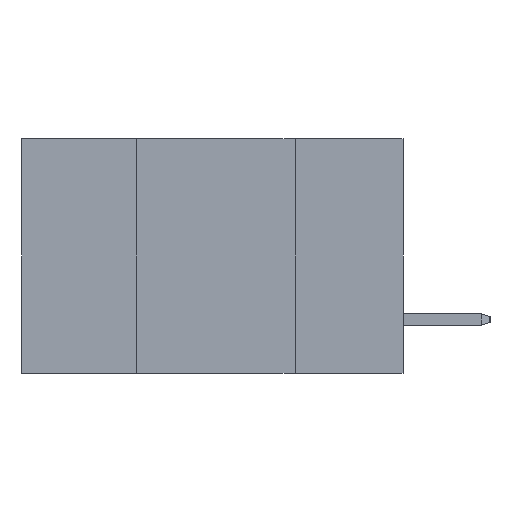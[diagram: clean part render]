
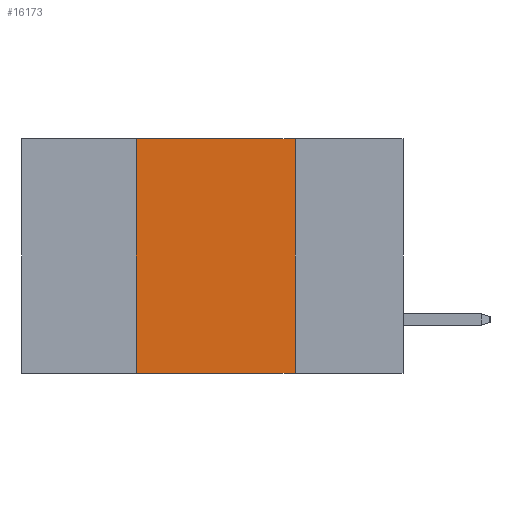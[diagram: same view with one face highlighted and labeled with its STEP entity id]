
A CAD part, left-side view. The second image highlights one B-rep face of the part: STEP entity #16173.
In plain terms, the highlighted planar face has unit normal (-1, 0, 0).
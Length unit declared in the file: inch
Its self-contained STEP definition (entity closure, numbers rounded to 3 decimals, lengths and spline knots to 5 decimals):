
#542 = AXIS2_PLACEMENT_3D ( 'NONE', #10207, #7482, #15439 ) ;
#828 = CARTESIAN_POINT ( 'NONE',  ( 0., 0.42, -0.37 ) ) ;
#1052 = DIRECTION ( 'NONE',  ( 0., 0., 1. ) ) ;
#1136 = CARTESIAN_POINT ( 'NONE',  ( 0., 0.42, 0. ) ) ;
#1498 = CARTESIAN_POINT ( 'NONE',  ( 0., 0.42, 0. ) ) ;
#1556 = VECTOR ( 'NONE', #3026, 39.37008 ) ;
#1568 = LINE ( 'NONE', #13399, #1556 ) ;
#1993 = VERTEX_POINT ( 'NONE', #828 ) ;
#2636 = EDGE_CURVE ( 'NONE', #14129, #11418, #8430, .T. ) ;
#3026 = DIRECTION ( 'NONE',  ( 0., -1., 0. ) ) ;
#3040 = DIRECTION ( 'NONE',  ( 0., -1., 0. ) ) ;
#3347 = FACE_OUTER_BOUND ( 'NONE', #6451, .T. ) ;
#6100 = PLANE ( 'NONE',  #542 ) ;
#6451 = EDGE_LOOP ( 'NONE', ( #14254, #16630, #7002, #13292 ) ) ;
#7002 = ORIENTED_EDGE ( 'NONE', *, *, #11191, .F. ) ;
#7482 = DIRECTION ( 'NONE',  ( 1., 0., 0. ) ) ;
#8381 = VERTEX_POINT ( 'NONE', #13109 ) ;
#8430 = LINE ( 'NONE', #13575, #12469 ) ;
#8590 = CARTESIAN_POINT ( 'NONE',  ( 0., 0.17, 0. ) ) ;
#10160 = LINE ( 'NONE', #1136, #14370 ) ;
#10207 = CARTESIAN_POINT ( 'NONE',  ( 0., 0.6, 0. ) ) ;
#11191 = EDGE_CURVE ( 'NONE', #1993, #14129, #10160, .T. ) ;
#11418 = VERTEX_POINT ( 'NONE', #8590 ) ;
#12446 = CARTESIAN_POINT ( 'NONE',  ( 0., 0.17, 0. ) ) ;
#12469 = VECTOR ( 'NONE', #3040, 39.37008 ) ;
#12536 = LINE ( 'NONE', #12446, #14685 ) ;
#12788 = EDGE_CURVE ( 'NONE', #11418, #8381, #12536, .T. ) ;
#13109 = CARTESIAN_POINT ( 'NONE',  ( 0., 0.17, -0.37 ) ) ;
#13292 = ORIENTED_EDGE ( 'NONE', *, *, #13377, .T. ) ;
#13377 = EDGE_CURVE ( 'NONE', #1993, #8381, #1568, .T. ) ;
#13399 = CARTESIAN_POINT ( 'NONE',  ( 0., 0.6, -0.37 ) ) ;
#13575 = CARTESIAN_POINT ( 'NONE',  ( 0., 0.6, 0. ) ) ;
#13741 = DIRECTION ( 'NONE',  ( 0., 0., -1. ) ) ;
#14129 = VERTEX_POINT ( 'NONE', #1498 ) ;
#14254 = ORIENTED_EDGE ( 'NONE', *, *, #12788, .F. ) ;
#14370 = VECTOR ( 'NONE', #1052, 39.37008 ) ;
#14685 = VECTOR ( 'NONE', #13741, 39.37008 ) ;
#15439 = DIRECTION ( 'NONE',  ( 0., 0., -1. ) ) ;
#16173 = ADVANCED_FACE ( 'NONE', ( #3347 ), #6100, .F. ) ;
#16630 = ORIENTED_EDGE ( 'NONE', *, *, #2636, .F. ) ;
